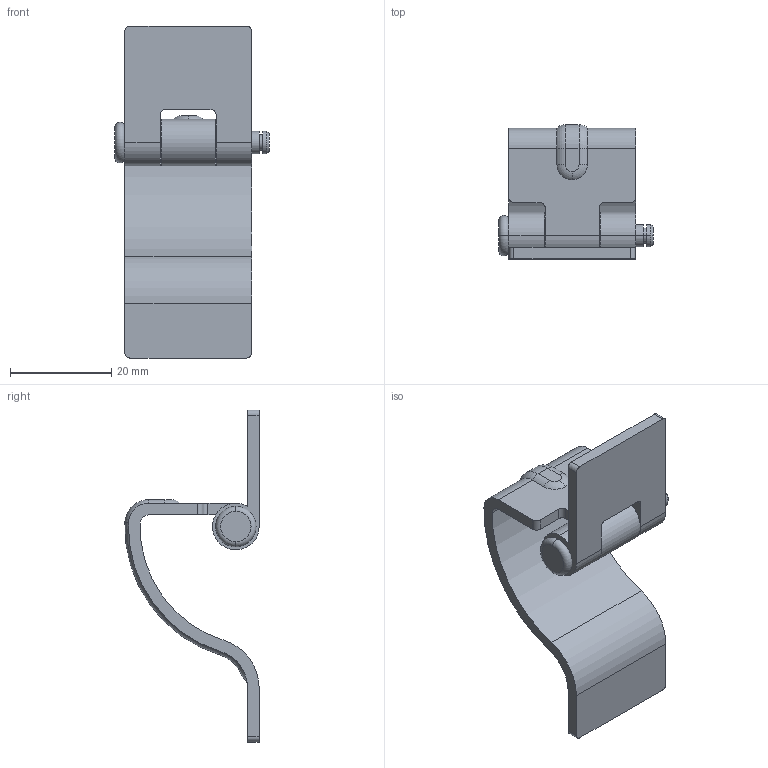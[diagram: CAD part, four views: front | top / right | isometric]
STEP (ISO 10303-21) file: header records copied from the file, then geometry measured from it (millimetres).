
FILE_DESCRIPTION (( 'STEP AP203' ), '1' );
FILE_NAME ('sone3D.STEP', '2015-06-24T08:57:03', ( '' ), ( '' ), 'SwSTEP 2.0', 'SolidWorks 2012', '' );
FILE_SCHEMA (( 'CONFIG_CONTROL_DESIGN' ));
Length unit declared in the file: millimetre
Products named in the file (4): B-8-5軸_; sone3D; B-8-5ヒンジB_; B-8-5ヒンジA_
Assembly tree (3 placements, depth 2):
  sone3D
    B-8-5軸_
    B-8-5ヒンジA_
    B-8-5ヒンジB_
Bounding box: 30.5 x 26.49 x 65.5 mm (x, y, z)
Volume: 7070.7 mm3; surface area: 6898.7 mm2
Topology: 3 solids, 3 shells, 81 faces, 202 edges, 130 vertices
Faces by surface type: cylinder 42, plane 25, torus 10, cone 2, bspline 2
Entity records: 3004 total; most frequent: CARTESIAN_POINT 563, DIRECTION 474, ORIENTED_EDGE 404, EDGE_CURVE 202, AXIS2_PLACEMENT_3D 191, VERTEX_POINT 130, CIRCLE 106, LINE 92
